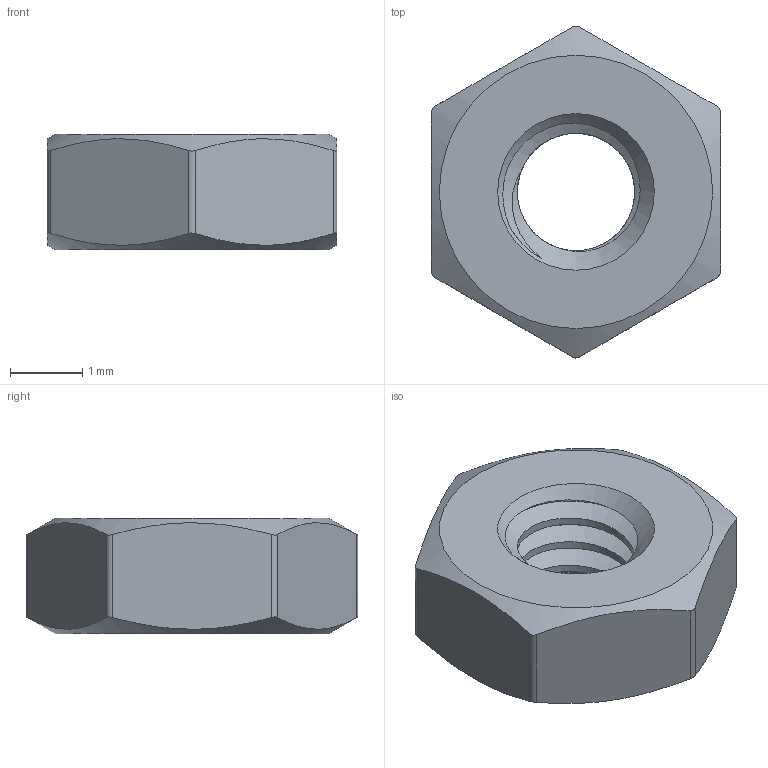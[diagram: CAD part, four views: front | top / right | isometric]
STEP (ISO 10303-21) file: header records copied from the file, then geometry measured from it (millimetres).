
FILE_DESCRIPTION(/* description */ (''),/* implementation_level */ '2;1');
FILE_NAME(/* name */ 'M2 Nut v2.step',/* time_stamp */ '2020-03-03T01:29:53+01:00',/* author */ (''),/* organization */ (''),/* preprocessor_version */ 'ST-DEVELOPER v18',/* originating_system */ 'Autodesk Translation Framework v8.12.0.6',/* authorisation */ '');
FILE_SCHEMA (('AUTOMOTIVE_DESIGN { 1 0 10303 214 3 1 1 }'));
Length unit declared in the file: millimetre
Products named in the file (1): M2 Nut
Bounding box: 4 x 4.59 x 1.6 mm (x, y, z)
Volume: 17.4 mm3; surface area: 54.9 mm2
Topology: 1 solids, 1 shells, 29 faces, 85 edges, 58 vertices
Faces by surface type: cylinder 15, plane 8, cone 4, bspline 2
Full cylindrical faces by diameter (mm): 1.623 x2, 2.074 x3
Entity records: 1949 total; most frequent: CARTESIAN_POINT 1216, ORIENTED_EDGE 174, DIRECTION 107, EDGE_CURVE 87, VERTEX_POINT 60, AXIS2_PLACEMENT_3D 41, B_SPLINE_CURVE_WITH_KNOTS 37, EDGE_LOOP 31
